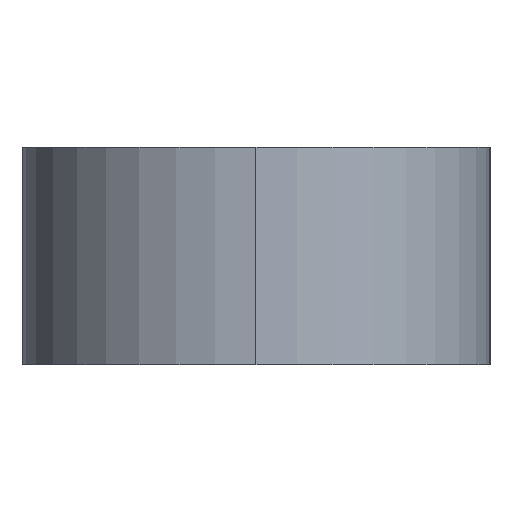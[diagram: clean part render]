
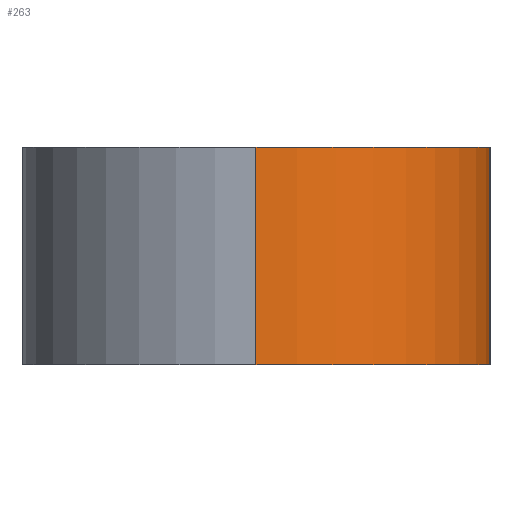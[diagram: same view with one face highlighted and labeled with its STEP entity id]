
A CAD part, left-side view. The second image highlights one B-rep face of the part: STEP entity #263.
In plain terms, the highlighted cylindrical face has radius 7 mm (diameter 14 mm), a partial arc.
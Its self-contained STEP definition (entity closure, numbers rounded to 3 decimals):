
#16 = AXIS2_PLACEMENT_3D ( 'NONE', #168, #99, #158 ) ;
#43 = VECTOR ( 'NONE', #245, 1000. ) ;
#58 = EDGE_CURVE ( 'NONE', #211, #354, #375, .T. ) ;
#74 = ORIENTED_EDGE ( 'NONE', *, *, #148, .F. ) ;
#99 = DIRECTION ( 'NONE',  ( 0., 0., 1. ) ) ;
#123 = CIRCLE ( 'NONE', #387, 7. ) ;
#143 = LINE ( 'NONE', #323, #43 ) ;
#148 = EDGE_CURVE ( 'NONE', #211, #429, #410, .T. ) ;
#158 = DIRECTION ( 'NONE',  ( 1., 0., 0. ) ) ;
#161 = CARTESIAN_POINT ( 'NONE',  ( -7., 0., 3.25 ) ) ;
#168 = CARTESIAN_POINT ( 'NONE',  ( 0., 0., 3.25 ) ) ;
#187 = VECTOR ( 'NONE', #206, 1000. ) ;
#188 = EDGE_LOOP ( 'NONE', ( #74, #299, #443, #421 ) ) ;
#193 = CYLINDRICAL_SURFACE ( 'NONE', #251, 7. ) ;
#204 = FACE_OUTER_BOUND ( 'NONE', #188, .T. ) ;
#206 = DIRECTION ( 'NONE',  ( 0., 0., -1. ) ) ;
#211 = VERTEX_POINT ( 'NONE', #371 ) ;
#219 = EDGE_CURVE ( 'NONE', #354, #389, #123, .T. ) ;
#245 = DIRECTION ( 'NONE',  ( 0., 0., -1. ) ) ;
#251 = AXIS2_PLACEMENT_3D ( 'NONE', #314, #290, #384 ) ;
#255 = EDGE_CURVE ( 'NONE', #429, #389, #143, .T. ) ;
#263 = ADVANCED_FACE ( 'NONE', ( #204 ), #193, .T. ) ;
#285 = CARTESIAN_POINT ( 'NONE',  ( -7., 0., -3.25 ) ) ;
#286 = CARTESIAN_POINT ( 'NONE',  ( 0., 0., -3.25 ) ) ;
#290 = DIRECTION ( 'NONE',  ( 0., 0., -1. ) ) ;
#299 = ORIENTED_EDGE ( 'NONE', *, *, #58, .T. ) ;
#314 = CARTESIAN_POINT ( 'NONE',  ( 0., 0., 3.25 ) ) ;
#323 = CARTESIAN_POINT ( 'NONE',  ( 0., -7., 3.25 ) ) ;
#345 = CARTESIAN_POINT ( 'NONE',  ( 0., -7., 3.25 ) ) ;
#354 = VERTEX_POINT ( 'NONE', #285 ) ;
#357 = DIRECTION ( 'NONE',  ( 0., 0., 1. ) ) ;
#371 = CARTESIAN_POINT ( 'NONE',  ( -7., 0., 3.25 ) ) ;
#375 = LINE ( 'NONE', #161, #187 ) ;
#384 = DIRECTION ( 'NONE',  ( -1., 0., 0. ) ) ;
#387 = AXIS2_PLACEMENT_3D ( 'NONE', #286, #357, #417 ) ;
#389 = VERTEX_POINT ( 'NONE', #416 ) ;
#410 = CIRCLE ( 'NONE', #16, 7. ) ;
#416 = CARTESIAN_POINT ( 'NONE',  ( 0., -7., -3.25 ) ) ;
#417 = DIRECTION ( 'NONE',  ( 1., 0., 0. ) ) ;
#421 = ORIENTED_EDGE ( 'NONE', *, *, #255, .F. ) ;
#429 = VERTEX_POINT ( 'NONE', #345 ) ;
#443 = ORIENTED_EDGE ( 'NONE', *, *, #219, .T. ) ;
